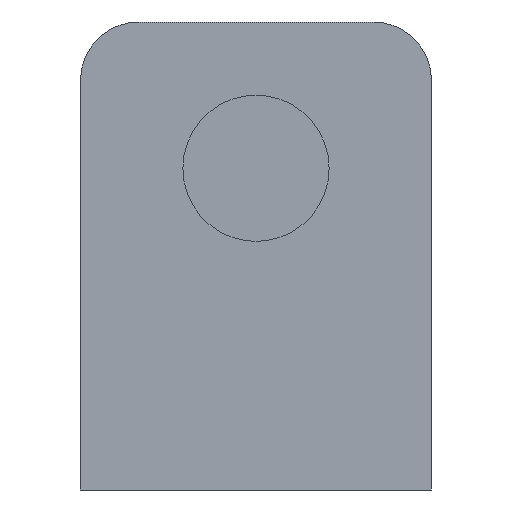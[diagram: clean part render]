
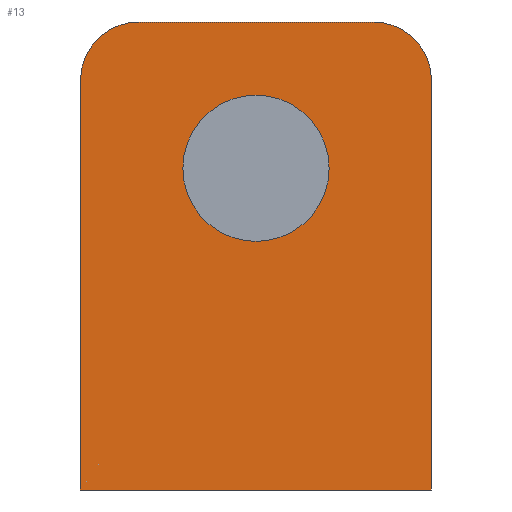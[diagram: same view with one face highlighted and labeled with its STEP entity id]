
A CAD part, front view. The second image highlights one B-rep face of the part: STEP entity #13.
In plain terms, the highlighted planar face has unit normal (0, -1, 0).
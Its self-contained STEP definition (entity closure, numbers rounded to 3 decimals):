
#11 = CARTESIAN_POINT ( 'NONE',  ( -30., -20., 70. ) ) ;
#13 = ADVANCED_FACE ( 'NONE', ( #84, #294 ), #176, .F. ) ;
#14 = CARTESIAN_POINT ( 'NONE',  ( -30., -20., 0. ) ) ;
#17 = DIRECTION ( 'NONE',  ( 0., 0., 1. ) ) ;
#19 = CIRCLE ( 'NONE', #119, 12.5 ) ;
#29 = VERTEX_POINT ( 'NONE', #333 ) ;
#30 = DIRECTION ( 'NONE',  ( 0., 0., 1. ) ) ;
#37 = CARTESIAN_POINT ( 'NONE',  ( -20., -20., 70. ) ) ;
#45 = VECTOR ( 'NONE', #54, 1000. ) ;
#48 = VERTEX_POINT ( 'NONE', #120 ) ;
#54 = DIRECTION ( 'NONE',  ( 1., 0., 0. ) ) ;
#56 = LINE ( 'NONE', #360, #45 ) ;
#57 = ORIENTED_EDGE ( 'NONE', *, *, #354, .T. ) ;
#62 = ORIENTED_EDGE ( 'NONE', *, *, #270, .T. ) ;
#65 = DIRECTION ( 'NONE',  ( 0., 0., -1. ) ) ;
#66 = CARTESIAN_POINT ( 'NONE',  ( 20., -20., 70. ) ) ;
#72 = AXIS2_PLACEMENT_3D ( 'NONE', #37, #255, #17 ) ;
#82 = EDGE_LOOP ( 'NONE', ( #133, #94, #310, #57, #62, #195 ) ) ;
#84 = FACE_BOUND ( 'NONE', #313, .T. ) ;
#94 = ORIENTED_EDGE ( 'NONE', *, *, #264, .T. ) ;
#99 = CIRCLE ( 'NONE', #72, 10. ) ;
#109 = AXIS2_PLACEMENT_3D ( 'NONE', #66, #126, #129 ) ;
#116 = LINE ( 'NONE', #14, #287 ) ;
#119 = AXIS2_PLACEMENT_3D ( 'NONE', #356, #189, #30 ) ;
#120 = CARTESIAN_POINT ( 'NONE',  ( 0., -20., 67.5 ) ) ;
#124 = CARTESIAN_POINT ( 'NONE',  ( -20., -20., 80. ) ) ;
#126 = DIRECTION ( 'NONE',  ( 0., -1., 0. ) ) ;
#129 = DIRECTION ( 'NONE',  ( 0., 0., 1. ) ) ;
#132 = LINE ( 'NONE', #152, #173 ) ;
#133 = ORIENTED_EDGE ( 'NONE', *, *, #298, .F. ) ;
#134 = EDGE_CURVE ( 'NONE', #142, #166, #56, .T. ) ;
#135 = DIRECTION ( 'NONE',  ( 1., 0., 0. ) ) ;
#138 = LINE ( 'NONE', #283, #160 ) ;
#142 = VERTEX_POINT ( 'NONE', #124 ) ;
#148 = DIRECTION ( 'NONE',  ( 0., 1., 0. ) ) ;
#152 = CARTESIAN_POINT ( 'NONE',  ( 30., -20., 80. ) ) ;
#156 = CARTESIAN_POINT ( 'NONE',  ( 30., -20., 0. ) ) ;
#160 = VECTOR ( 'NONE', #65, 1000. ) ;
#161 = VERTEX_POINT ( 'NONE', #241 ) ;
#162 = EDGE_CURVE ( 'NONE', #48, #29, #19, .T. ) ;
#166 = VERTEX_POINT ( 'NONE', #386 ) ;
#173 = VECTOR ( 'NONE', #312, 1000. ) ;
#174 = VERTEX_POINT ( 'NONE', #156 ) ;
#176 = PLANE ( 'NONE',  #240 ) ;
#189 = DIRECTION ( 'NONE',  ( 0., -1., 0. ) ) ;
#195 = ORIENTED_EDGE ( 'NONE', *, *, #370, .T. ) ;
#200 = AXIS2_PLACEMENT_3D ( 'NONE', #242, #246, #363 ) ;
#212 = ORIENTED_EDGE ( 'NONE', *, *, #162, .F. ) ;
#218 = CARTESIAN_POINT ( 'NONE',  ( -30., -20., 0. ) ) ;
#238 = CIRCLE ( 'NONE', #200, 12.5 ) ;
#240 = AXIS2_PLACEMENT_3D ( 'NONE', #331, #148, #305 ) ;
#241 = CARTESIAN_POINT ( 'NONE',  ( 30., -20., 70. ) ) ;
#242 = CARTESIAN_POINT ( 'NONE',  ( 0., -20., 55. ) ) ;
#246 = DIRECTION ( 'NONE',  ( 0., -1., 0. ) ) ;
#255 = DIRECTION ( 'NONE',  ( 0., -1., 0. ) ) ;
#264 = EDGE_CURVE ( 'NONE', #161, #166, #325, .T. ) ;
#266 = EDGE_CURVE ( 'NONE', #29, #48, #238, .T. ) ;
#268 = VERTEX_POINT ( 'NONE', #218 ) ;
#270 = EDGE_CURVE ( 'NONE', #374, #268, #138, .T. ) ;
#283 = CARTESIAN_POINT ( 'NONE',  ( -30., -20., 80. ) ) ;
#287 = VECTOR ( 'NONE', #135, 1000. ) ;
#294 = FACE_OUTER_BOUND ( 'NONE', #82, .T. ) ;
#298 = EDGE_CURVE ( 'NONE', #161, #174, #132, .T. ) ;
#305 = DIRECTION ( 'NONE',  ( 0., 0., 1. ) ) ;
#310 = ORIENTED_EDGE ( 'NONE', *, *, #134, .F. ) ;
#312 = DIRECTION ( 'NONE',  ( 0., 0., -1. ) ) ;
#313 = EDGE_LOOP ( 'NONE', ( #212, #328 ) ) ;
#325 = CIRCLE ( 'NONE', #109, 10. ) ;
#328 = ORIENTED_EDGE ( 'NONE', *, *, #266, .F. ) ;
#331 = CARTESIAN_POINT ( 'NONE',  ( -30., -20., 80. ) ) ;
#333 = CARTESIAN_POINT ( 'NONE',  ( 0., -20., 42.5 ) ) ;
#354 = EDGE_CURVE ( 'NONE', #142, #374, #99, .T. ) ;
#356 = CARTESIAN_POINT ( 'NONE',  ( 0., -20., 55. ) ) ;
#360 = CARTESIAN_POINT ( 'NONE',  ( -30., -20., 80. ) ) ;
#363 = DIRECTION ( 'NONE',  ( 0., 0., 1. ) ) ;
#370 = EDGE_CURVE ( 'NONE', #268, #174, #116, .T. ) ;
#374 = VERTEX_POINT ( 'NONE', #11 ) ;
#386 = CARTESIAN_POINT ( 'NONE',  ( 20., -20., 80. ) ) ;
